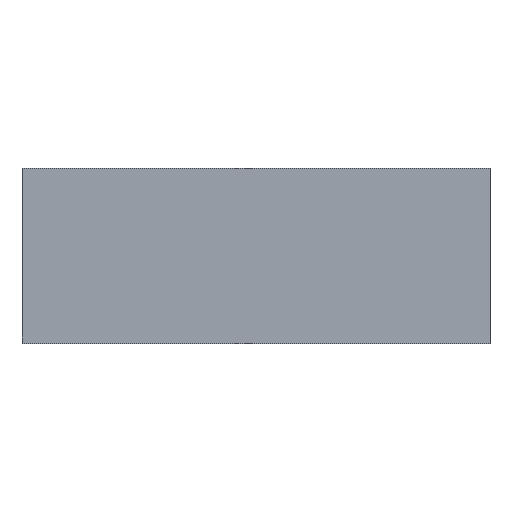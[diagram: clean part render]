
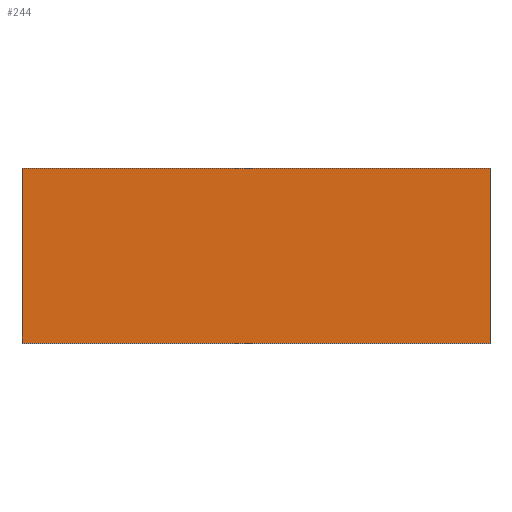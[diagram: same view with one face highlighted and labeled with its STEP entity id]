
A CAD part, top view. The second image highlights one B-rep face of the part: STEP entity #244.
In plain terms, the highlighted planar face has unit normal (0, 0, 1).
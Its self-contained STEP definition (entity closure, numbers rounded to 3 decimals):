
#19 = CARTESIAN_POINT ( 'NONE',  ( -4000., 1500., 75. ) ) ;
#44 = VECTOR ( 'NONE', #100, 1000. ) ;
#71 = VERTEX_POINT ( 'NONE', #1583 ) ;
#100 = DIRECTION ( 'NONE',  ( 0., -1., 0. ) ) ;
#153 = ORIENTED_EDGE ( 'NONE', *, *, #339, .F. ) ;
#169 = CARTESIAN_POINT ( 'NONE',  ( -4000., 6., 75. ) ) ;
#182 = DIRECTION ( 'NONE',  ( 1., 0., 0. ) ) ;
#244 = ADVANCED_FACE ( 'NONE', ( #750 ), #564, .T. ) ;
#301 = ORIENTED_EDGE ( 'NONE', *, *, #1171, .T. ) ;
#339 = EDGE_CURVE ( 'NONE', #71, #714, #651, .T. ) ;
#361 = AXIS2_PLACEMENT_3D ( 'NONE', #1487, #1774, #1471 ) ;
#370 = LINE ( 'NONE', #718, #44 ) ;
#458 = DIRECTION ( 'NONE',  ( 0., -1., 0. ) ) ;
#564 = PLANE ( 'NONE',  #361 ) ;
#651 = LINE ( 'NONE', #1054, #1027 ) ;
#714 = VERTEX_POINT ( 'NONE', #1099 ) ;
#718 = CARTESIAN_POINT ( 'NONE',  ( 0., 1500., 75. ) ) ;
#750 = FACE_OUTER_BOUND ( 'NONE', #1700, .T. ) ;
#776 = DIRECTION ( 'NONE',  ( 1., 0., 0. ) ) ;
#873 = VERTEX_POINT ( 'NONE', #1607 ) ;
#1003 = ORIENTED_EDGE ( 'NONE', *, *, #1655, .F. ) ;
#1027 = VECTOR ( 'NONE', #182, 1000. ) ;
#1054 = CARTESIAN_POINT ( 'NONE',  ( -4000., 1500., 75. ) ) ;
#1058 = ORIENTED_EDGE ( 'NONE', *, *, #1069, .T. ) ;
#1069 = EDGE_CURVE ( 'NONE', #71, #873, #1375, .T. ) ;
#1099 = CARTESIAN_POINT ( 'NONE',  ( 0., 1500., 75. ) ) ;
#1171 = EDGE_CURVE ( 'NONE', #873, #1579, #1533, .T. ) ;
#1307 = VECTOR ( 'NONE', #776, 1000. ) ;
#1375 = LINE ( 'NONE', #19, #1470 ) ;
#1470 = VECTOR ( 'NONE', #458, 1000. ) ;
#1471 = DIRECTION ( 'NONE',  ( 0., -1., 0. ) ) ;
#1487 = CARTESIAN_POINT ( 'NONE',  ( -4000., 1500., 75. ) ) ;
#1533 = LINE ( 'NONE', #169, #1307 ) ;
#1579 = VERTEX_POINT ( 'NONE', #1942 ) ;
#1583 = CARTESIAN_POINT ( 'NONE',  ( -4000., 1500., 75. ) ) ;
#1607 = CARTESIAN_POINT ( 'NONE',  ( -4000., 6., 75. ) ) ;
#1655 = EDGE_CURVE ( 'NONE', #714, #1579, #370, .T. ) ;
#1700 = EDGE_LOOP ( 'NONE', ( #1003, #153, #1058, #301 ) ) ;
#1774 = DIRECTION ( 'NONE',  ( 0., 0., 1. ) ) ;
#1942 = CARTESIAN_POINT ( 'NONE',  ( 0., 6., 75. ) ) ;
